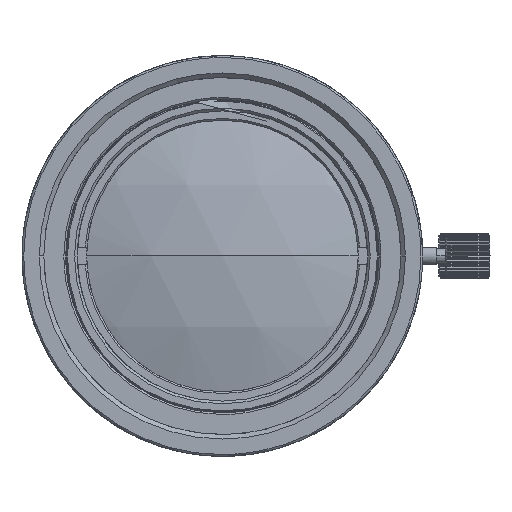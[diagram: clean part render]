
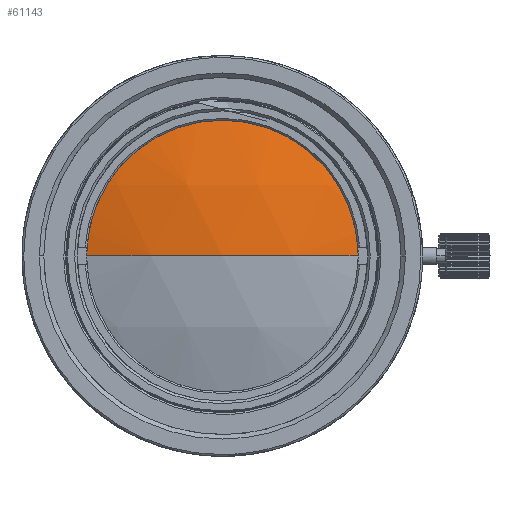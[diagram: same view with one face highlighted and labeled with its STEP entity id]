
A CAD part, left-side view. The second image highlights one B-rep face of the part: STEP entity #61143.
In plain terms, the highlighted spherical face has radius 50.62 mm.
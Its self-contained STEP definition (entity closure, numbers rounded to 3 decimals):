
#4899 = EDGE_CURVE ( 'NONE', #78767, #8685, #7561, .T. ) ;
#5383 = DIRECTION ( 'NONE',  ( -1., 0., 0. ) ) ;
#7561 = CIRCLE ( 'NONE', #88565, 50.62 ) ;
#8685 = VERTEX_POINT ( 'NONE', #82412 ) ;
#18645 = CIRCLE ( 'NONE', #30857, 15.8 ) ;
#20181 = DIRECTION ( 'NONE',  ( 0., 0., 1. ) ) ;
#21532 = SPHERICAL_SURFACE ( 'NONE', #89190, 50.62 ) ;
#22025 = DIRECTION ( 'NONE',  ( 0., 1., 0. ) ) ;
#30857 = AXIS2_PLACEMENT_3D ( 'NONE', #56736, #63466, #48193 ) ;
#36358 = DIRECTION ( 'NONE',  ( 0., 0., 1. ) ) ;
#46045 = ORIENTED_EDGE ( 'NONE', *, *, #84550, .F. ) ;
#48193 = DIRECTION ( 'NONE',  ( 0., 1., 0. ) ) ;
#52880 = ORIENTED_EDGE ( 'NONE', *, *, #4899, .T. ) ;
#56736 = CARTESIAN_POINT ( 'NONE',  ( -51.532, 0., 0. ) ) ;
#61143 = ADVANCED_FACE ( 'NONE', ( #85800 ), #21532, .T. ) ;
#63466 = DIRECTION ( 'NONE',  ( 1., 0., 0. ) ) ;
#70418 = CARTESIAN_POINT ( 'NONE',  ( -3.441, 0., 0. ) ) ;
#72725 = CARTESIAN_POINT ( 'NONE',  ( -3.441, 0., 0. ) ) ;
#78767 = VERTEX_POINT ( 'NONE', #85938 ) ;
#82412 = CARTESIAN_POINT ( 'NONE',  ( -51.532, -15.8, 0. ) ) ;
#82599 = EDGE_LOOP ( 'NONE', ( #52880, #46045 ) ) ;
#84550 = EDGE_CURVE ( 'NONE', #78767, #8685, #18645, .T. ) ;
#85800 = FACE_OUTER_BOUND ( 'NONE', #82599, .T. ) ;
#85938 = CARTESIAN_POINT ( 'NONE',  ( -51.532, 15.8, 0. ) ) ;
#88565 = AXIS2_PLACEMENT_3D ( 'NONE', #70418, #20181, #5383 ) ;
#89190 = AXIS2_PLACEMENT_3D ( 'NONE', #72725, #36358, #22025 ) ;
